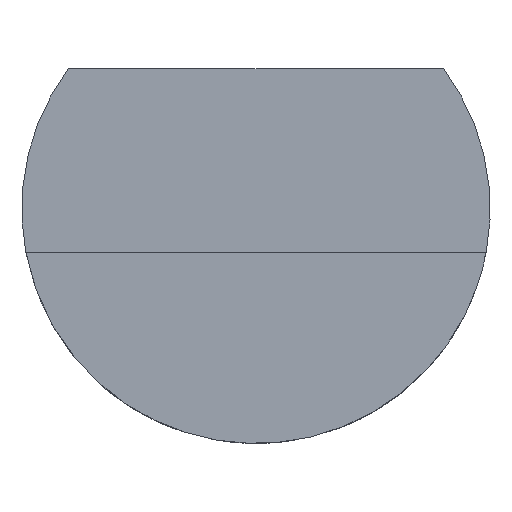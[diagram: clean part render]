
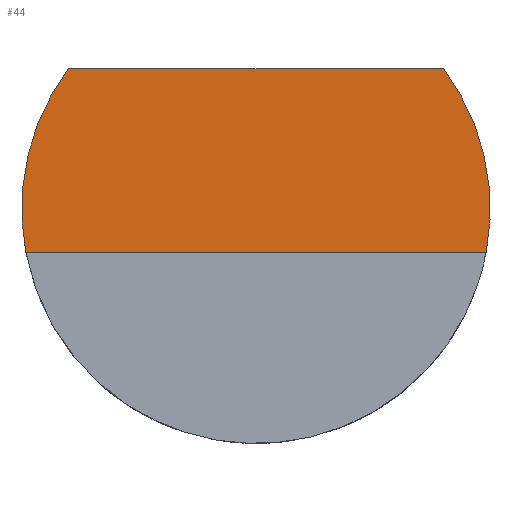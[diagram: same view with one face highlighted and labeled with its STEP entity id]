
A CAD part, front view. The second image highlights one B-rep face of the part: STEP entity #44.
In plain terms, the highlighted free-form (B-spline) face has degree [3, 3] with [4, 4] control points.
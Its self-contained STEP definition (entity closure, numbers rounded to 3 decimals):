
#44=ADVANCED_FACE('',(#69),#372,.T.);
#69=FACE_OUTER_BOUND('',#101,.T.);
#101=EDGE_LOOP('',(#174,#175,#176,#177));
#174=ORIENTED_EDGE('',*,*,#240,.T.);
#175=ORIENTED_EDGE('',*,*,#248,.F.);
#176=ORIENTED_EDGE('',*,*,#241,.T.);
#177=ORIENTED_EDGE('',*,*,#245,.F.);
#240=EDGE_CURVE('',#342,#344,#292,.T.);
#241=EDGE_CURVE('',#345,#343,#293,.T.);
#245=EDGE_CURVE('',#342,#343,#297,.T.);
#248=EDGE_CURVE('',#345,#344,#298,.T.);
#292=B_SPLINE_CURVE_WITH_KNOTS('',3,(#865,#866,#867,#868,#869,#870),
 .UNSPECIFIED.,.F.,.F.,(4,2,4),(0.148,0.25,0.279),
 .UNSPECIFIED.);
#293=B_SPLINE_CURVE_WITH_KNOTS('',3,(#871,#872,#873,#874,#875,#876),
 .UNSPECIFIED.,.F.,.F.,(4,2,4),(0.721,0.75,0.852),
 .UNSPECIFIED.);
#297=B_SPLINE_CURVE_WITH_KNOTS('',3,(#885,#886,#887,#888),.UNSPECIFIED.,
 .F.,.F.,(4,4),(-27.793,-21.932),.UNSPECIFIED.);
#298=B_SPLINE_CURVE_WITH_KNOTS('',3,(#897,#898,#899,#900),.UNSPECIFIED.,
 .F.,.F.,(4,4),(21.264,28.462),.UNSPECIFIED.);
#342=VERTEX_POINT('',#752);
#343=VERTEX_POINT('',#753);
#344=VERTEX_POINT('',#754);
#345=VERTEX_POINT('',#755);
#372=B_SPLINE_SURFACE_WITH_KNOTS('',3,3,((#603,#604,#605,#606),(#607,#608,
#609,#610),(#611,#612,#613,#614),(#615,#616,#617,#618)),.UNSPECIFIED.,.F.,
 .F.,.F.,(4,4),(4,4),(0.,1.87),(20.,30.),.UNSPECIFIED.);
#603=CARTESIAN_POINT('',(107.181,18.527,-0.929));
#604=CARTESIAN_POINT('',(102.631,18.527,-0.929));
#605=CARTESIAN_POINT('',(98.081,18.527,-0.929));
#606=CARTESIAN_POINT('',(93.53,18.527,-0.929));
#607=CARTESIAN_POINT('',(107.181,18.527,-0.306));
#608=CARTESIAN_POINT('',(102.631,18.527,-0.306));
#609=CARTESIAN_POINT('',(98.081,18.527,-0.306));
#610=CARTESIAN_POINT('',(93.53,18.527,-0.306));
#611=CARTESIAN_POINT('',(107.181,18.527,7.556));
#612=CARTESIAN_POINT('',(102.631,18.527,7.556));
#613=CARTESIAN_POINT('',(98.081,18.527,7.556));
#614=CARTESIAN_POINT('',(93.53,18.527,7.556));
#615=CARTESIAN_POINT('',(107.181,18.527,8.18));
#616=CARTESIAN_POINT('',(102.631,18.527,8.18));
#617=CARTESIAN_POINT('',(98.081,18.527,8.18));
#618=CARTESIAN_POINT('',(93.53,18.527,8.18));
#752=CARTESIAN_POINT('',(96.543,18.527,3.));
#753=CARTESIAN_POINT('',(104.543,18.527,3.));
#754=CARTESIAN_POINT('',(95.631,18.527,-0.929));
#755=CARTESIAN_POINT('',(105.456,18.527,-0.929));
#865=CARTESIAN_POINT('',(96.543,18.527,3.));
#866=CARTESIAN_POINT('',(95.915,18.527,2.164));
#867=CARTESIAN_POINT('',(95.543,18.527,1.125));
#868=CARTESIAN_POINT('',(95.543,18.527,-0.318));
#869=CARTESIAN_POINT('',(95.573,18.527,-0.628));
#870=CARTESIAN_POINT('',(95.631,18.527,-0.929));
#871=CARTESIAN_POINT('',(105.456,18.527,-0.929));
#872=CARTESIAN_POINT('',(105.514,18.527,-0.628));
#873=CARTESIAN_POINT('',(105.543,18.527,-0.318));
#874=CARTESIAN_POINT('',(105.543,18.527,1.125));
#875=CARTESIAN_POINT('',(105.171,18.527,2.164));
#876=CARTESIAN_POINT('',(104.543,18.527,3.));
#885=CARTESIAN_POINT('',(96.543,18.527,3.));
#886=CARTESIAN_POINT('',(99.21,18.527,3.));
#887=CARTESIAN_POINT('',(101.877,18.527,3.));
#888=CARTESIAN_POINT('',(104.543,18.527,3.));
#897=CARTESIAN_POINT('',(105.456,18.527,-0.929));
#898=CARTESIAN_POINT('',(102.181,18.527,-0.929));
#899=CARTESIAN_POINT('',(98.906,18.527,-0.929));
#900=CARTESIAN_POINT('',(95.631,18.527,-0.929));
